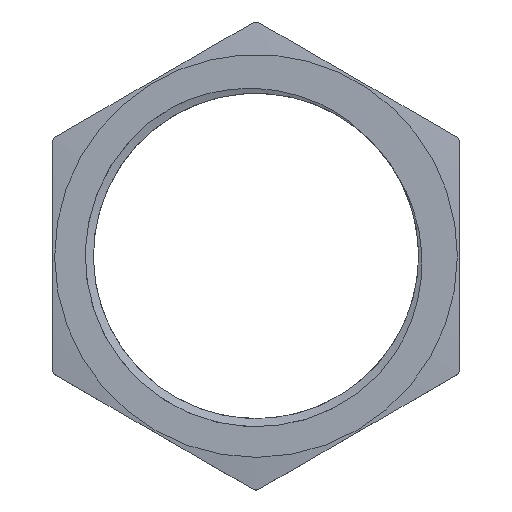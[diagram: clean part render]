
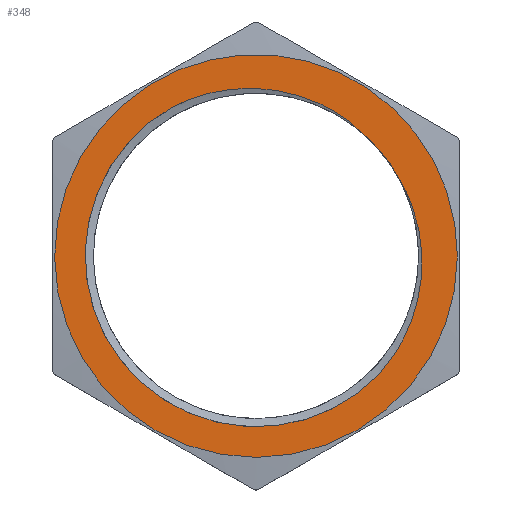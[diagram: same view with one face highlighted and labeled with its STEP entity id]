
A CAD part, top view. The second image highlights one B-rep face of the part: STEP entity #348.
In plain terms, the highlighted planar face has unit normal (0, 0, 1).
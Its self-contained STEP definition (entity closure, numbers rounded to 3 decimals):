
#18=FACE_BOUND('',#134,.T.);
#64=PLANE('',#392);
#66=CIRCLE('',#359,19.993);
#67=CIRCLE('',#361,20.993);
#69=CIRCLE('',#370,24.75);
#110=FACE_OUTER_BOUND('',#133,.T.);
#133=EDGE_LOOP('',(#322));
#134=EDGE_LOOP('',(#323,#324,#325,#326));
#137=B_SPLINE_CURVE_WITH_KNOTS('',3,(#677,#678,#679,#680,#681,#682,#683,
#684,#685,#686),.UNSPECIFIED.,.F.,.F.,(4,3,3,4),(-2.605,-1.973,
-0.995,0.),.UNSPECIFIED.);
#142=B_SPLINE_CURVE_WITH_KNOTS('',3,(#1019,#1020,#1021,#1022,#1023,#1024,
#1025,#1026,#1027,#1028),.UNSPECIFIED.,.F.,.F.,(4,3,3,4),(-2.602,
-1.948,-0.965,0.),.UNSPECIFIED.);
#145=VERTEX_POINT('',#640);
#146=VERTEX_POINT('',#676);
#148=VERTEX_POINT('',#725);
#150=VERTEX_POINT('',#921);
#175=VERTEX_POINT('',#1111);
#179=EDGE_CURVE('',#145,#146,#137,.T.);
#183=EDGE_CURVE('',#148,#145,#66,.T.);
#186=EDGE_CURVE('',#150,#148,#142,.T.);
#187=EDGE_CURVE('',#150,#146,#67,.T.);
#213=EDGE_CURVE('',#175,#175,#69,.T.);
#322=ORIENTED_EDGE('',*,*,#213,.F.);
#323=ORIENTED_EDGE('',*,*,#187,.T.);
#324=ORIENTED_EDGE('',*,*,#179,.F.);
#325=ORIENTED_EDGE('',*,*,#183,.F.);
#326=ORIENTED_EDGE('',*,*,#186,.F.);
#348=ADVANCED_FACE('',(#110,#18),#64,.T.);
#359=AXIS2_PLACEMENT_3D('',#761,#399,#400);
#361=AXIS2_PLACEMENT_3D('',#1030,#403,#404);
#370=AXIS2_PLACEMENT_3D('',#1112,#433,#434);
#392=AXIS2_PLACEMENT_3D('',#1135,#477,#478);
#399=DIRECTION('center_axis',(0.,0.,1.));
#400=DIRECTION('ref_axis',(-1.,0.,0.));
#403=DIRECTION('center_axis',(0.,0.,-1.));
#404=DIRECTION('ref_axis',(-1.,0.,0.));
#433=DIRECTION('center_axis',(0.,0.,-1.));
#434=DIRECTION('ref_axis',(-1.,0.,0.));
#477=DIRECTION('center_axis',(0.,0.,1.));
#478=DIRECTION('ref_axis',(1.,0.,0.));
#640=CARTESIAN_POINT('',(13.77,14.494,5.25));
#676=CARTESIAN_POINT('',(-10.184,18.357,5.25));
#677=CARTESIAN_POINT('Ctrl Pts',(13.77,14.493,5.25));
#678=CARTESIAN_POINT('Ctrl Pts',(12.303,16.,5.25));
#679=CARTESIAN_POINT('Ctrl Pts',(10.602,17.274,5.25));
#680=CARTESIAN_POINT('Ctrl Pts',(8.745,18.254,5.25));
#681=CARTESIAN_POINT('Ctrl Pts',(5.87,19.772,5.25));
#682=CARTESIAN_POINT('Ctrl Pts',(2.63,20.581,5.25));
#683=CARTESIAN_POINT('Ctrl Pts',(-0.616,20.608,5.25));
#684=CARTESIAN_POINT('Ctrl Pts',(-3.921,20.636,5.25));
#685=CARTESIAN_POINT('Ctrl Pts',(-7.224,19.856,5.25));
#686=CARTESIAN_POINT('Ctrl Pts',(-10.184,18.357,5.25));
#725=CARTESIAN_POINT('',(17.564,9.55,5.25));
#761=CARTESIAN_POINT('Origin',(0.,0.,5.25));
#921=CARTESIAN_POINT('',(15.095,-14.588,5.25));
#1019=CARTESIAN_POINT('Ctrl Pts',(15.094,-14.588,5.25));
#1020=CARTESIAN_POINT('Ctrl Pts',(16.549,-12.962,5.25));
#1021=CARTESIAN_POINT('Ctrl Pts',(17.751,-11.114,5.25));
#1022=CARTESIAN_POINT('Ctrl Pts',(18.633,-9.123,5.25));
#1023=CARTESIAN_POINT('Ctrl Pts',(19.959,-6.131,5.25));
#1024=CARTESIAN_POINT('Ctrl Pts',(20.562,-2.824,5.25));
#1025=CARTESIAN_POINT('Ctrl Pts',(20.366,0.435,5.25));
#1026=CARTESIAN_POINT('Ctrl Pts',(20.173,3.636,5.25));
#1027=CARTESIAN_POINT('Ctrl Pts',(19.212,6.786,5.25));
#1028=CARTESIAN_POINT('Ctrl Pts',(17.564,9.55,5.25));
#1030=CARTESIAN_POINT('Origin',(0.,0.,5.25));
#1111=CARTESIAN_POINT('',(24.75,0.,5.25));
#1112=CARTESIAN_POINT('Origin',(0.,0.,5.25));
#1135=CARTESIAN_POINT('Origin',(24.898,-14.375,5.25));
